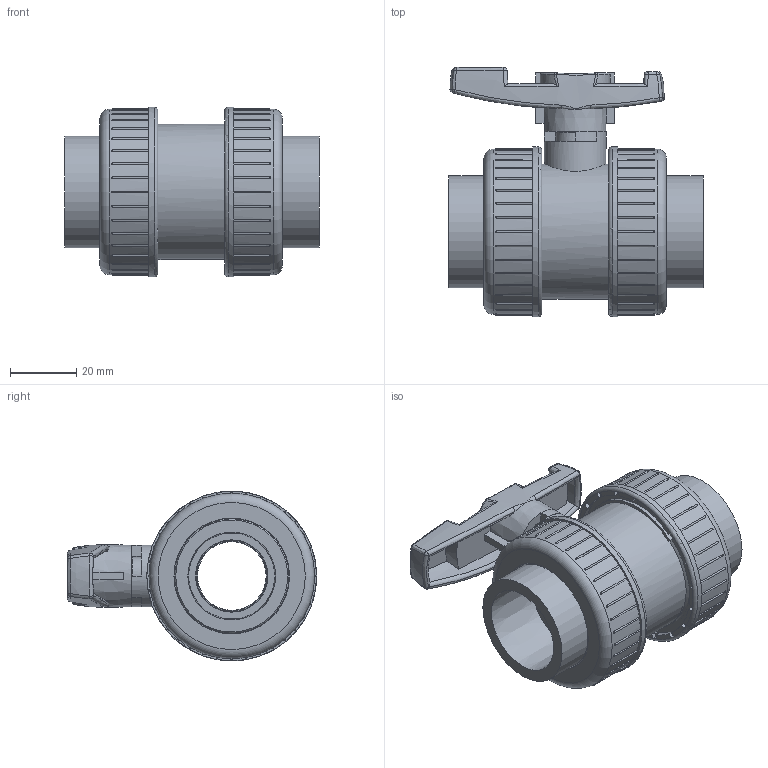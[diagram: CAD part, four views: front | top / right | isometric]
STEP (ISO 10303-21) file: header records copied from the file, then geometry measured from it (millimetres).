
FILE_DESCRIPTION(/* description */ (''),/* implementation_level */ '2;1');
FILE_NAME(/* name */ '20双由令球阀(灰）.stp',/* time_stamp */ '2023-08-05T13:25:27+08:00',/* author */ (''),/* organization */ (''),/* preprocessor_version */ 'ST-DEVELOPER v16',/* originating_system */ 'SIEMENS PLM Software NX 10.0',/* authorisation */ '');
FILE_SCHEMA (('AUTOMOTIVE_DESIGN { 1 0 10303 214 3 1 1 1 }'));
Length unit declared in the file: millimetre
Products named in the file (1): gelv05102A4Cw5gc
Bounding box: 77.03 x 75.44 x 51.39 mm (x, y, z)
Volume: 65582.2 mm3; surface area: 60308.8 mm2
Topology: 15 solids, 16 shells, 768 faces, 2181 edges, 1393 vertices
Faces by surface type: plane 351, cylinder 203, sphere 85, bspline 67, torus 53, cone 9
Full cylindrical faces by diameter (mm): 9.293 x4, 11.48 x3, 12.027 x1, 12.573 x2, 13.667 x1, 18.661 x1, 20.773 x1, 21.32 x2, 21.867 x4, 24.709 x3, 25.147 x1, 25.693 x3, 27.661 x3, 27.88 x1, 30.34 x1, 30.69 x3, 32.472 x3, 33.62 x1, 33.893 x2, 34.659 x2, 34.987 x2, 35.533 x1, 36.08 x2, 36.299 x1, 39.579 x2, 41 x8, 46.467 x2, 50.02 x2, 51.387 x2
Entity records: 33800 total; most frequent: CARTESIAN_POINT 15919, ORIENTED_EDGE 3724, DIRECTION 3546, EDGE_CURVE 1862, AXIS2_PLACEMENT_3D 1412, VERTEX_POINT 1265, EDGE_LOOP 921, ADVANCED_FACE 760
